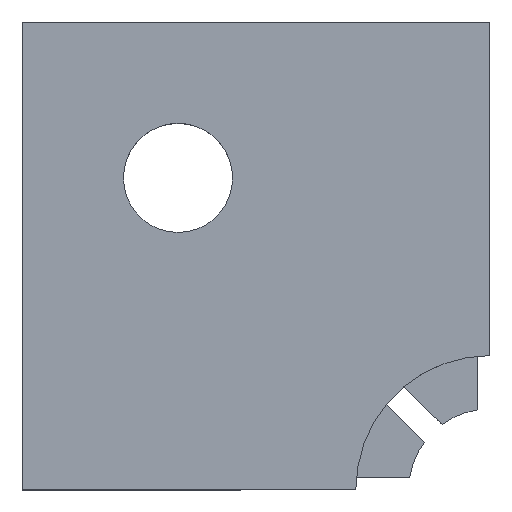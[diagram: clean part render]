
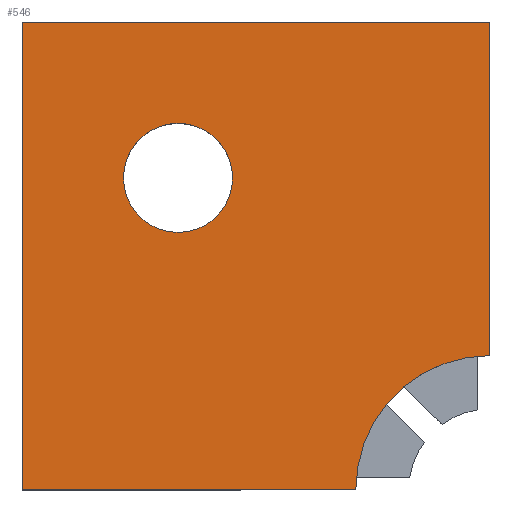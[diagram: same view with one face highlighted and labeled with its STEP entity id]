
A CAD part, top view. The second image highlights one B-rep face of the part: STEP entity #546.
In plain terms, the highlighted planar face has unit normal (0, 0, 1).
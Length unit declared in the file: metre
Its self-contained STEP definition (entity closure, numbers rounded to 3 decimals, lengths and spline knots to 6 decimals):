
#56=LINE('',#825,#89);
#64=LINE('',#1057,#97);
#74=LINE('',#1112,#107);
#75=LINE('',#1113,#108);
#89=VECTOR('',#662,1.);
#97=VECTOR('',#694,1.);
#107=VECTOR('',#746,1.);
#108=VECTOR('',#747,1.);
#194=ORIENTED_EDGE('',*,*,#335,.F.);
#195=ORIENTED_EDGE('',*,*,#295,.T.);
#196=ORIENTED_EDGE('',*,*,#336,.F.);
#197=ORIENTED_EDGE('',*,*,#312,.T.);
#198=ORIENTED_EDGE('',*,*,#290,.T.);
#199=ORIENTED_EDGE('',*,*,#314,.T.);
#290=EDGE_CURVE('',#371,#370,#56,.T.);
#295=EDGE_CURVE('',#373,#375,#417,.T.);
#312=EDGE_CURVE('',#387,#371,#64,.T.);
#314=EDGE_CURVE('',#388,#388,#423,.T.);
#335=EDGE_CURVE('',#373,#370,#74,.T.);
#336=EDGE_CURVE('',#387,#375,#75,.T.);
#370=VERTEX_POINT('',#824);
#371=VERTEX_POINT('',#826);
#373=VERTEX_POINT('',#831);
#375=VERTEX_POINT('',#835);
#387=VERTEX_POINT('',#1058);
#388=VERTEX_POINT('',#1062);
#417=CIRCLE('',#584,0.0043);
#423=CIRCLE('',#595,0.00175);
#463=EDGE_LOOP('',(#194,#195,#196,#197,#198));
#464=EDGE_LOOP('',(#199));
#500=FACE_BOUND('',#463,.T.);
#501=FACE_BOUND('',#464,.T.);
#522=PLANE('',#614);
#546=ADVANCED_FACE('',(#500,#501),#522,.T.);
#584=AXIS2_PLACEMENT_3D('',#836,#670,#671);
#595=AXIS2_PLACEMENT_3D('',#1061,#698,#699);
#614=AXIS2_PLACEMENT_3D('',#1111,#744,#745);
#662=DIRECTION('',(0.,-1.,0.));
#670=DIRECTION('',(0.,0.,-1.));
#671=DIRECTION('',(1.,0.,0.));
#694=DIRECTION('',(-1.,0.,0.));
#698=DIRECTION('',(0.,0.,-1.));
#699=DIRECTION('',(0.,1.,0.));
#744=DIRECTION('',(0.,0.,1.));
#745=DIRECTION('',(1.,0.,0.));
#746=DIRECTION('',(-1.,0.,0.));
#747=DIRECTION('',(0.,-1.,0.));
#824=CARTESIAN_POINT('',(-0.015,0.,0.006));
#825=CARTESIAN_POINT('',(-0.015,0.,0.006));
#826=CARTESIAN_POINT('',(-0.015,0.015,0.006));
#831=CARTESIAN_POINT('',(-0.0043,0.,0.006));
#835=CARTESIAN_POINT('',(0.,0.0043,0.006));
#836=CARTESIAN_POINT('',(0.,0.,0.006));
#1057=CARTESIAN_POINT('',(0.,0.015,0.006));
#1058=CARTESIAN_POINT('',(0.,0.015,0.006));
#1061=CARTESIAN_POINT('',(-0.01,0.01,0.006));
#1062=CARTESIAN_POINT('',(-0.01,0.01175,0.006));
#1111=CARTESIAN_POINT('',(0.,0.,0.006));
#1112=CARTESIAN_POINT('',(0.,0.,0.006));
#1113=CARTESIAN_POINT('',(0.,0.015,0.006));
